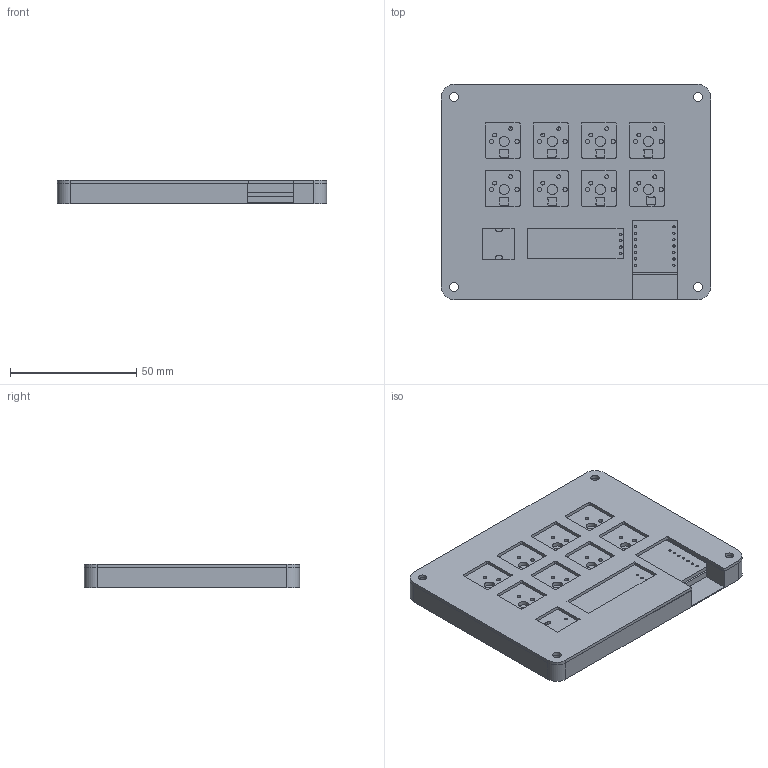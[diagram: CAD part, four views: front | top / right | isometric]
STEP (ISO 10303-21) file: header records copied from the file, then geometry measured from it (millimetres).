
FILE_DESCRIPTION(/* description */ ('STEP AP242 Edition 2','CAx-IF Rec.Pracs.---Representation and Presentation of Product Manufacturing Information (PMI)---4.0---2014-10-13','CAx-IF Rec.Pracs.---3D Tessellated Geometry---0.4---2014-09-14','2;1','CAx-IF Rec.Pracs.---User Defined Attributes---1.5---2016-08-15'),/* implementation_level */ '2;1');
FILE_NAME(/* name */ '6940517d7ae555c864e6aa65',/* time_stamp */ '2025-12-15T18:20:46Z',/* author */ (''),/* organization */ (''),/* preprocessor_version */ 'ST-DEVELOPER v20',/* originating_system */ 'ONSHAPE BY PTC INC, 1.208',/* authorisation */ ' ');
FILE_SCHEMA (('AP242_MANAGED_MODEL_BASED_3D_ENGINEERING_MIM_LF { 1 0 10303 442 3 1 4 }'));
Length unit declared in the file: metre
Products named in the file (4): Case assembly; Wafpad_PCB; Part 1
Assembly tree (3 placements, depth 2):
  Case assembly
    Wafpad_PCB
    Part 1
    Part 1
Bounding box: 106.7 x 85.3 x 9.3 mm (x, y, z)
Volume: 58503.9 mm3; surface area: 48645.2 mm2
Topology: 3 solids, 3 shells, 543 faces, 1561 edges, 1040 vertices
Faces by surface type: cylinder 258, plane 243, bspline 42
Full cylindrical faces by diameter (mm): 0.889 x14, 1 x9, 1.5 x16, 1.7 x16, 3.4 x8, 4 x8, 6 x4
Entity records: 18166 total; most frequent: CARTESIAN_POINT 3535, ORIENTED_EDGE 2972, DIRECTION 2928, EDGE_CURVE 1486, VERTEX_POINT 1040, AXIS2_PLACEMENT_3D 1021, LINE 886, VECTOR 886
